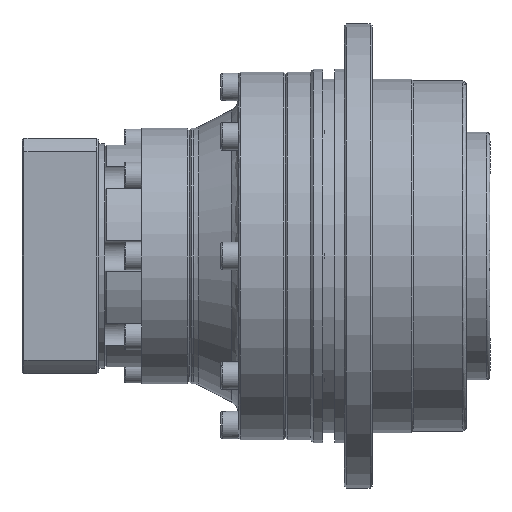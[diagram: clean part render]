
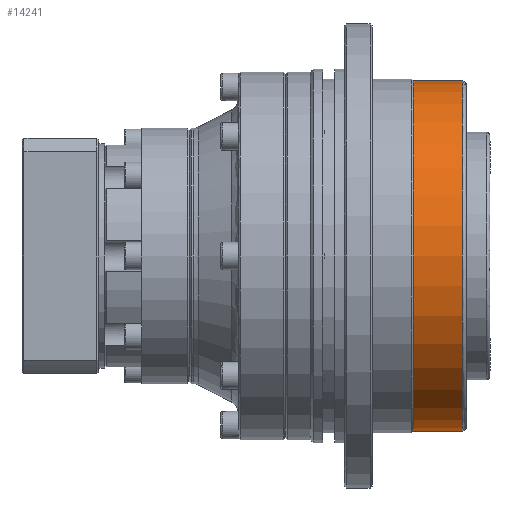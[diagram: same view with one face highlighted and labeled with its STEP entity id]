
A CAD part, front view. The second image highlights one B-rep face of the part: STEP entity #14241.
In plain terms, the highlighted cylindrical face has radius 44.5 mm (diameter 89 mm), a partial arc.
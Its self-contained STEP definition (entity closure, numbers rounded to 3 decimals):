
#864 = VERTEX_POINT ( 'NONE', #4295 ) ;
#1072 = FACE_OUTER_BOUND ( 'NONE', #18164, .T. ) ;
#1950 = EDGE_CURVE ( 'NONE', #864, #6608, #21945, .T. ) ;
#2515 = CARTESIAN_POINT ( 'NONE',  ( -51.5, 0., 44.5 ) ) ;
#2734 = AXIS2_PLACEMENT_3D ( 'NONE', #5024, #24291, #7720 ) ;
#2820 = CARTESIAN_POINT ( 'NONE',  ( -51.5, 0., -44.5 ) ) ;
#4295 = CARTESIAN_POINT ( 'NONE',  ( -64., 0., 44.5 ) ) ;
#4811 = EDGE_CURVE ( 'NONE', #9766, #864, #27676, .T. ) ;
#5024 = CARTESIAN_POINT ( 'NONE',  ( -51.5, 0., 0. ) ) ;
#6608 = VERTEX_POINT ( 'NONE', #2515 ) ;
#6687 = CARTESIAN_POINT ( 'NONE',  ( -64., 0., -44.5 ) ) ;
#6867 = CARTESIAN_POINT ( 'NONE',  ( -57.75, 0., 44.5 ) ) ;
#6937 = DIRECTION ( 'NONE',  ( 1., 0., 0. ) ) ;
#7720 = DIRECTION ( 'NONE',  ( 0., 0., -1. ) ) ;
#9766 = VERTEX_POINT ( 'NONE', #6687 ) ;
#14241 = ADVANCED_FACE ( 'NONE', ( #1072 ), #33306, .T. ) ;
#14937 = ORIENTED_EDGE ( 'NONE', *, *, #1950, .F. ) ;
#15676 = DIRECTION ( 'NONE',  ( 1., 0., 0. ) ) ;
#16083 = EDGE_CURVE ( 'NONE', #9766, #29618, #26996, .T. ) ;
#17251 = VECTOR ( 'NONE', #26527, 1000. ) ;
#18164 = EDGE_LOOP ( 'NONE', ( #14937, #29209, #21433, #24466 ) ) ;
#18523 = CARTESIAN_POINT ( 'NONE',  ( -57.75, 0., 0. ) ) ;
#18637 = DIRECTION ( 'NONE',  ( 0., 0., -1. ) ) ;
#21433 = ORIENTED_EDGE ( 'NONE', *, *, #16083, .T. ) ;
#21945 = LINE ( 'NONE', #6867, #29148 ) ;
#22196 = CARTESIAN_POINT ( 'NONE',  ( -64., 0., 0. ) ) ;
#22434 = DIRECTION ( 'NONE',  ( -1., 0., 0. ) ) ;
#23098 = AXIS2_PLACEMENT_3D ( 'NONE', #18523, #15676, #18637 ) ;
#24291 = DIRECTION ( 'NONE',  ( -1., 0., 0. ) ) ;
#24439 = AXIS2_PLACEMENT_3D ( 'NONE', #22196, #22434, #24761 ) ;
#24466 = ORIENTED_EDGE ( 'NONE', *, *, #32133, .T. ) ;
#24761 = DIRECTION ( 'NONE',  ( 0., 1., 0. ) ) ;
#24820 = CIRCLE ( 'NONE', #2734, 44.5 ) ;
#26527 = DIRECTION ( 'NONE',  ( 1., 0., 0. ) ) ;
#26996 = LINE ( 'NONE', #32063, #17251 ) ;
#27676 = CIRCLE ( 'NONE', #24439, 44.5 ) ;
#29148 = VECTOR ( 'NONE', #6937, 1000. ) ;
#29209 = ORIENTED_EDGE ( 'NONE', *, *, #4811, .F. ) ;
#29618 = VERTEX_POINT ( 'NONE', #2820 ) ;
#32063 = CARTESIAN_POINT ( 'NONE',  ( -57.75, 0., -44.5 ) ) ;
#32133 = EDGE_CURVE ( 'NONE', #29618, #6608, #24820, .T. ) ;
#33306 = CYLINDRICAL_SURFACE ( 'NONE', #23098, 44.5 ) ;
